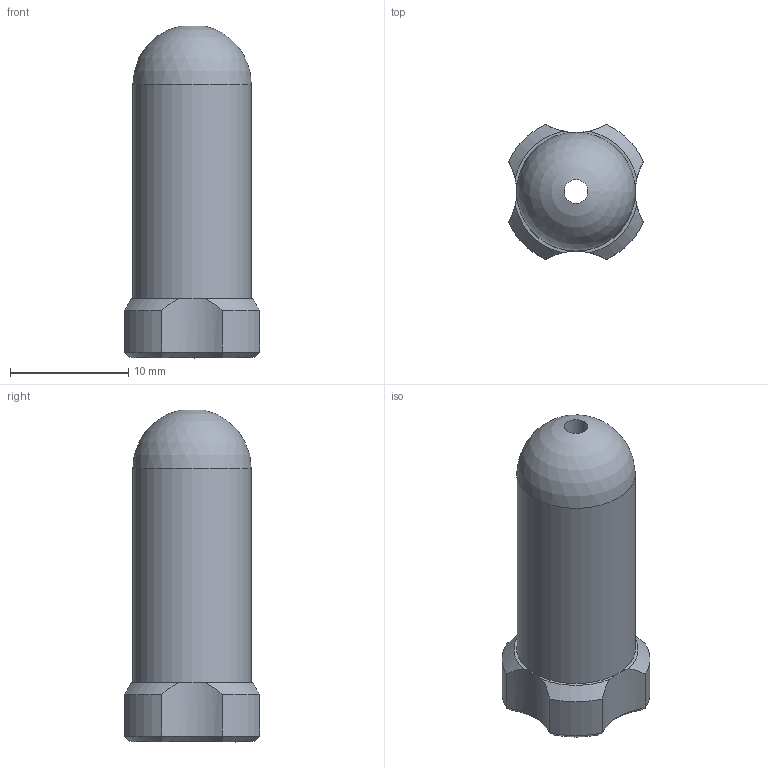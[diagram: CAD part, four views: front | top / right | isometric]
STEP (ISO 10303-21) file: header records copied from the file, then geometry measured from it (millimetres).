
FILE_DESCRIPTION(('FreeCAD Model'),'2;1');
FILE_NAME('Open CASCADE Shape Model','2023-01-08T01:39:28',(''),(''), 'Open CASCADE STEP processor 7.6','FreeCAD','Unknown');
FILE_SCHEMA(('AUTOMOTIVE_DESIGN { 1 0 10303 214 1 1 1 1 }'));
Length unit declared in the file: millimetre
Products named in the file (1): Nut CPN RH BU01x02.25 - SPN-NUT-0040 (stemfie.org)
Bounding box: 11.41 x 11.41 x 28.02 mm (x, y, z)
Volume: 1292.6 mm3; surface area: 1661.4 mm2
Topology: 1 solids, 1 shells, 475 faces, 1307 edges, 865 vertices
Faces by surface type: plane 305, extrusion 134, cylinder 19, cone 13, sphere 2, bspline 2
Full cylindrical faces by diameter (mm): 2 x1, 6.8 x1, 10 x1
Entity records: 36303 total; most frequent: CARTESIAN_POINT 11766, DIRECTION 3912, ORIENTED_EDGE 2614, PCURVE 2614, DEFINITIONAL_REPRESENTATION 2614, VECTOR 2505, LINE 2371, EDGE_CURVE 1307
